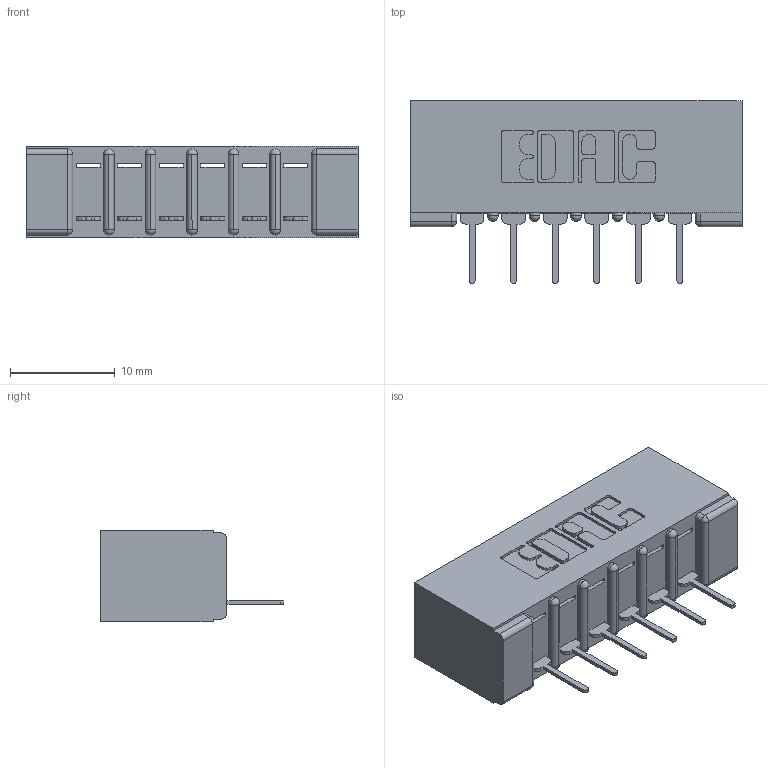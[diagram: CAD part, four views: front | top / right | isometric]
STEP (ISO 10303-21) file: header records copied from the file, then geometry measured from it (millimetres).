
FILE_DESCRIPTION (( 'STEP AP203' ), '1' );
FILE_NAME ('357-006-431-101.STEP', '2020-09-29T23:51:45', ( '' ), ( '' ), 'SwSTEP 2.0', 'SolidWorks 2020', '' );
FILE_SCHEMA (( 'CONFIG_CONTROL_DESIGN' ));
Length unit declared in the file: inch
Products named in the file (3): 307-290-001_531; 357-006-431-101; 307 Part_No Mounting Lugs
Assembly tree (7 placements, depth 2):
  357-006-431-101
    307 Part_No Mounting Lugs
    307-290-001_531  x6
Bounding box: 31.65 x 17.42 x 8.71 mm (x, y, z)
Volume: 2225.7 mm3; surface area: 3100.2 mm2
Topology: 7 solids, 7 shells, 453 faces, 1271 edges, 818 vertices
Faces by surface type: plane 288, cylinder 151, sphere 14
Entity records: 9272 total; most frequent: CARTESIAN_POINT 1548, ORIENTED_EDGE 1534, DIRECTION 1525, EDGE_CURVE 767, VECTOR 575, LINE 575, VERTEX_POINT 498, AXIS2_PLACEMENT_3D 475
